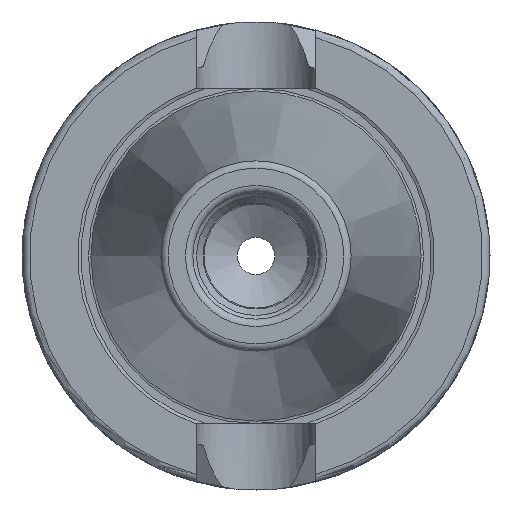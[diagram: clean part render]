
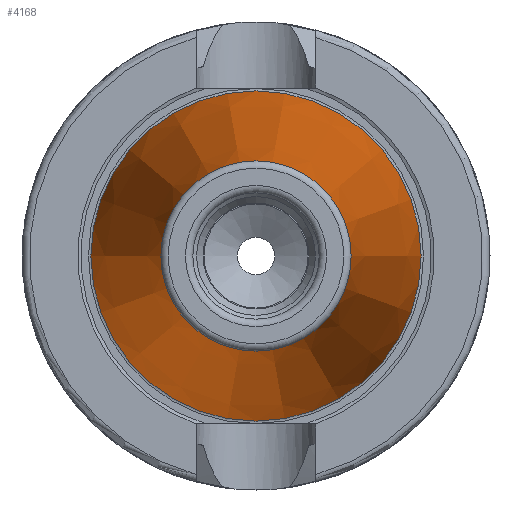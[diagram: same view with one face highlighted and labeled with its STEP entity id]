
A CAD part, left-side view. The second image highlights one B-rep face of the part: STEP entity #4168.
In plain terms, the highlighted conical face has half-angle 8.297 degrees and reference radius 17.519 mm.
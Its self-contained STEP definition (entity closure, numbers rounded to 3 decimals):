
#4134=CARTESIAN_POINT('',(-64.544,12.812,0.0));
#4135=VERTEX_POINT('',#4134);
#4136=CARTESIAN_POINT('',(-64.544,0.0,0.0));
#4137=DIRECTION('',(1.0,0.0,0.0));
#4138=DIRECTION('',(0.0,1.0,0.0));
#4139=AXIS2_PLACEMENT_3D('',#4136,#4137,#4138);
#4140=CIRCLE('',#4139,12.812);
#4141=EDGE_CURVE('',#4135,#4135,#4140,.T.);
#4149=CARTESIAN_POINT('',(-32.272,0.0,0.0));
#4150=DIRECTION('',(1.0,0.0,0.0));
#4151=DIRECTION('',(0.0,1.0,0.0));
#4152=AXIS2_PLACEMENT_3D('',#4149,#4150,#4151);
#4153=CONICAL_SURFACE('',#4152,17.519,8.297);
#4154=CARTESIAN_POINT('',(0.,22.225,0.0));
#4155=VERTEX_POINT('',#4154);
#4156=CARTESIAN_POINT('',(0.,0.0,0.0));
#4157=DIRECTION('',(1.0,0.0,0.0));
#4158=DIRECTION('',(0.0,1.0,0.0));
#4159=AXIS2_PLACEMENT_3D('',#4156,#4157,#4158);
#4160=CIRCLE('',#4159,22.225);
#4161=EDGE_CURVE('',#4155,#4155,#4160,.T.);
#4162=ORIENTED_EDGE('',*,*,#4161,.F.);
#4163=EDGE_LOOP('',(#4162));
#4164=FACE_OUTER_BOUND('',#4163,.T.);
#4165=ORIENTED_EDGE('',*,*,#4141,.T.);
#4166=EDGE_LOOP('',(#4165));
#4167=FACE_BOUND('',#4166,.T.);
#4168=ADVANCED_FACE('',(#4164,#4167),#4153,.T.);
